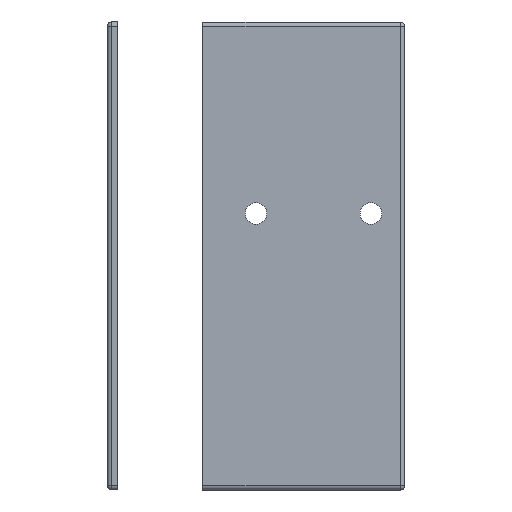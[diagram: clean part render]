
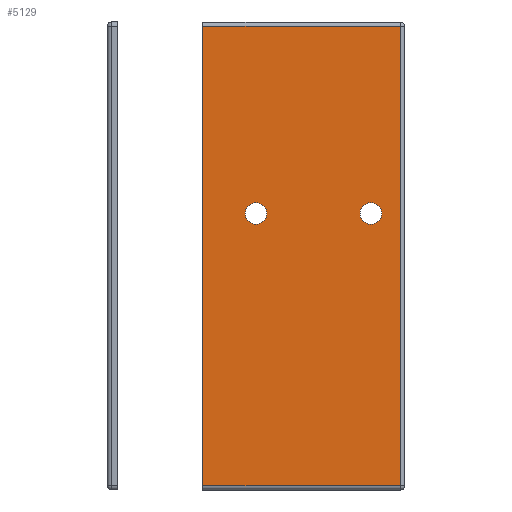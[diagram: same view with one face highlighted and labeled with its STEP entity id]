
A CAD part, left-side view. The second image highlights one B-rep face of the part: STEP entity #5129.
In plain terms, the highlighted planar face has unit normal (-1, 0, 0).
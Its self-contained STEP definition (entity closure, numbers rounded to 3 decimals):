
#143=FACE_BOUND('',#1789,.T.);
#144=FACE_BOUND('',#1790,.T.);
#407=PLANE('',#5489);
#699=LINE('',#9353,#1061);
#702=LINE('',#9368,#1064);
#704=LINE('',#9374,#1066);
#705=LINE('',#9376,#1067);
#1061=VECTOR('',#6419,10.);
#1064=VECTOR('',#6442,10.);
#1066=VECTOR('',#6448,10.);
#1067=VECTOR('',#6451,10.);
#1451=FACE_OUTER_BOUND('',#1788,.T.);
#1788=EDGE_LOOP('',(#4394,#4395,#4396,#4397));
#1789=EDGE_LOOP('',(#4398));
#1790=EDGE_LOOP('',(#4399));
#2040=CIRCLE('',#5445,2.55);
#2041=CIRCLE('',#5448,2.55);
#2515=VERTEX_POINT('',#9294);
#2516=VERTEX_POINT('',#9300);
#2522=VERTEX_POINT('',#9327);
#2527=VERTEX_POINT('',#9346);
#2530=VERTEX_POINT('',#9366);
#2531=VERTEX_POINT('',#9370);
#3155=EDGE_CURVE('',#2515,#2515,#2040,.T.);
#3158=EDGE_CURVE('',#2516,#2516,#2041,.T.);
#3185=EDGE_CURVE('',#2527,#2522,#699,.T.);
#3193=EDGE_CURVE('',#2530,#2527,#702,.T.);
#3196=EDGE_CURVE('',#2522,#2531,#704,.T.);
#3197=EDGE_CURVE('',#2531,#2530,#705,.T.);
#4394=ORIENTED_EDGE('',*,*,#3196,.F.);
#4395=ORIENTED_EDGE('',*,*,#3185,.F.);
#4396=ORIENTED_EDGE('',*,*,#3193,.F.);
#4397=ORIENTED_EDGE('',*,*,#3197,.F.);
#4398=ORIENTED_EDGE('',*,*,#3155,.T.);
#4399=ORIENTED_EDGE('',*,*,#3158,.T.);
#5129=ADVANCED_FACE('',(#1451,#143,#144),#407,.T.);
#5445=AXIS2_PLACEMENT_3D('',#9295,#6342,#6343);
#5448=AXIS2_PLACEMENT_3D('',#9301,#6350,#6351);
#5489=AXIS2_PLACEMENT_3D('',#9375,#6449,#6450);
#6342=DIRECTION('center_axis',(1.,0.,0.));
#6343=DIRECTION('ref_axis',(0.,0.,1.));
#6350=DIRECTION('center_axis',(1.,0.,0.));
#6351=DIRECTION('ref_axis',(0.,0.,1.));
#6419=DIRECTION('',(0.,0.,-1.));
#6442=DIRECTION('',(0.,-1.,0.));
#6448=DIRECTION('',(0.,1.,0.));
#6449=DIRECTION('center_axis',(-1.,0.,0.));
#6450=DIRECTION('ref_axis',(0.,0.,1.));
#6451=DIRECTION('',(0.,0.,1.));
#9294=CARTESIAN_POINT('',(-20.165,35.,41.75));
#9295=CARTESIAN_POINT('Origin',(-20.165,35.,44.3));
#9300=CARTESIAN_POINT('',(-20.165,8.,41.75));
#9301=CARTESIAN_POINT('Origin',(-20.165,8.,44.3));
#9327=CARTESIAN_POINT('',(-20.165,1.,-19.7));
#9346=CARTESIAN_POINT('',(-20.165,1.,88.3));
#9353=CARTESIAN_POINT('',(-20.165,1.,6.8));
#9366=CARTESIAN_POINT('',(-20.165,47.5,88.3));
#9368=CARTESIAN_POINT('',(-20.165,0.,88.3));
#9370=CARTESIAN_POINT('',(-20.165,47.5,-19.7));
#9374=CARTESIAN_POINT('',(-20.165,0.,-19.7));
#9375=CARTESIAN_POINT('Origin',(-20.165,0.,-20.7));
#9376=CARTESIAN_POINT('',(-20.165,47.5,89.3));
